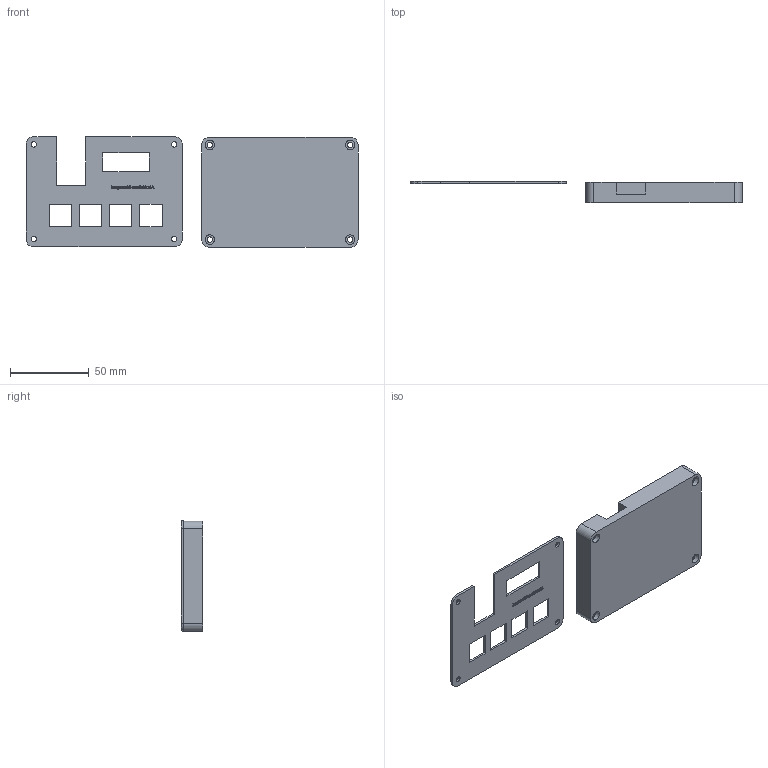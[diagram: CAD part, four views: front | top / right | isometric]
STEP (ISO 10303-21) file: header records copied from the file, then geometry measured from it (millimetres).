
FILE_DESCRIPTION(/* description */ (''),/* implementation_level */ '2;1');
FILE_NAME(/* name */ 'Abohisham Hackpad 3d.step',/* time_stamp */ '2025-12-27T13:30:27+01:00',/* author */ (''),/* organization */ (''),/* preprocessor_version */ 'ST-DEVELOPER v20.1',/* originating_system */ 'Autodesk Translation Framework v14.21.0.0',/* authorisation */ '');
FILE_SCHEMA (('AUTOMOTIVE_DESIGN { 1 0 10303 214 3 1 1 }'));
Length unit declared in the file: millimetre
Products named in the file (2): 2025-12-26-11-19-15-245; 2025-12-26-18-28-19-391
Assembly tree (1 placements, depth 2):
  2025-12-26-11-19-15-245
    2025-12-26-18-28-19-391
Bounding box: 210.51 x 13.78 x 70.33 mm (x, y, z)
Volume: 54049.4 mm3; surface area: 32672.7 mm2
Topology: 21 solids, 21 shells, 484 faces, 1314 edges, 876 vertices
Faces by surface type: bspline 278, plane 186, cylinder 20
Full cylindrical faces by diameter (mm): 3.4 x8, 6 x4
Entity records: 17861 total; most frequent: CARTESIAN_POINT 7403, ORIENTED_EDGE 2628, EDGE_CURVE 1314, DIRECTION 1216, VERTEX_POINT 876, LINE 718, VECTOR 718, B_SPLINE_CURVE_WITH_KNOTS 556
